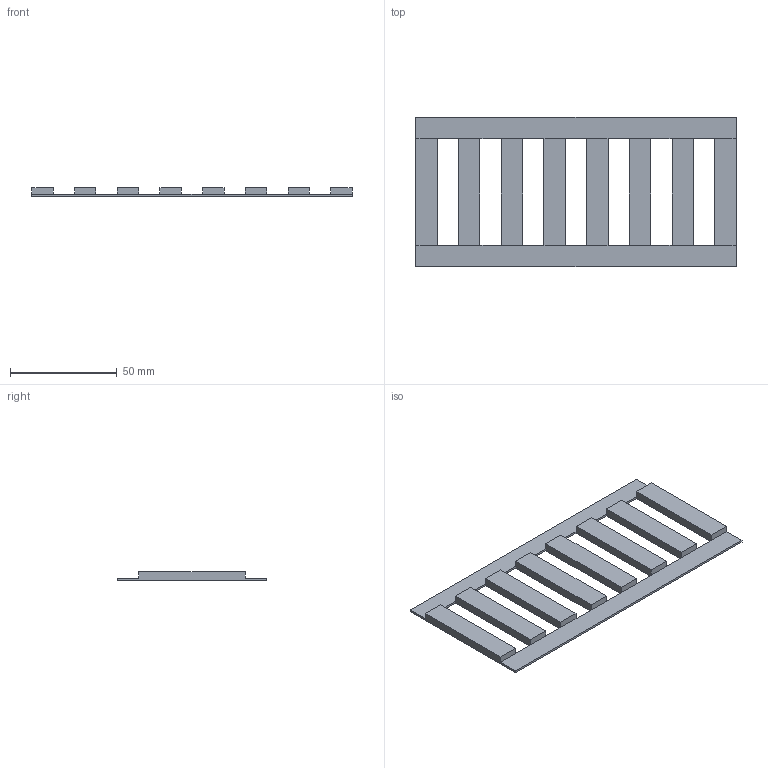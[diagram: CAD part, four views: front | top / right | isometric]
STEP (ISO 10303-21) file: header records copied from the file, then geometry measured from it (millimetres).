
FILE_DESCRIPTION(/* description */ (''),/* implementation_level */ '2;1');
FILE_NAME(/* name */ 'e301e7e4-a236-4f3b-952a-4263ebe584a4.stp',/* time_stamp */ '2020-06-07T17:01:04+00:00',/* author */ (''),/* organization */ (''),/* preprocessor_version */ 'ST-DEVELOPER v18.1',/* originating_system */ 'Autodesk Translation Framework v9.3.0.1241',/* authorisation */ '');
FILE_SCHEMA (('AUTOMOTIVE_DESIGN { 1 0 10303 214 3 1 1 }'));
Length unit declared in the file: millimetre
Products named in the file (1): 50mm Filter Grate Top
Bounding box: 150 x 70 x 4 mm (x, y, z)
Volume: 19000 mm3; surface area: 18160 mm2
Topology: 1 solids, 1 shells, 59 faces, 164 edges, 100 vertices
Faces by surface type: plane 59
Entity records: 1875 total; most frequent: ORIENTED_EDGE 328, CARTESIAN_POINT 324, DIRECTION 284, LINE 164, VECTOR 164, EDGE_CURVE 164, VERTEX_POINT 100, EDGE_LOOP 66
